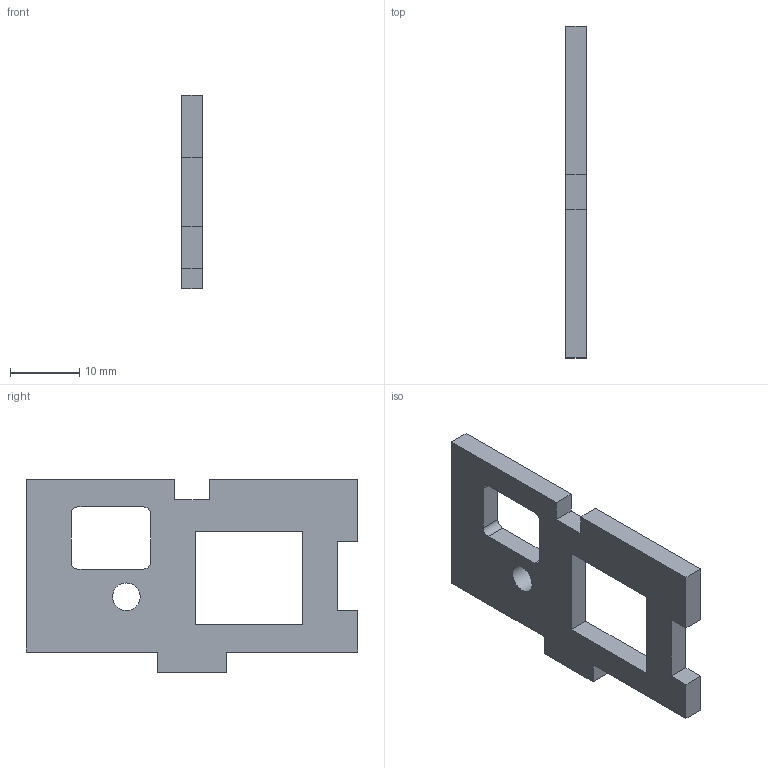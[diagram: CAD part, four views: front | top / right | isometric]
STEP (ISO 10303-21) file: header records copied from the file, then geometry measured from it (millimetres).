
FILE_DESCRIPTION(/* description */ (''),/* implementation_level */ '2;1');
FILE_NAME(/* name */ 'RJ45Plate.stp',/* time_stamp */ '2015-09-22T16:07:42-07:00',/* author */ ('Evil Brian'),/* organization */ (''),/* preprocessor_version */ 'ST-DEVELOPER v16.1',/* originating_system */ 'Autodesk Inventor 2016',/* authorisation */ '');
FILE_SCHEMA (('AUTOMOTIVE_DESIGN { 1 0 10303 214 3 1 1 }'));
Length unit declared in the file: millimetre
Products named in the file (1): RJ45Plate
Bounding box: 3 x 48 x 28 mm (x, y, z)
Volume: 2581.6 mm3; surface area: 2542.6 mm2
Topology: 1 solids, 1 shells, 31 faces, 87 edges, 58 vertices
Faces by surface type: plane 26, cylinder 5
Full cylindrical faces by diameter (mm): 4 x1
Entity records: 1022 total; most frequent: CARTESIAN_POINT 176, ORIENTED_EDGE 172, DIRECTION 160, EDGE_CURVE 86, LINE 76, VECTOR 76, VERTEX_POINT 58, AXIS2_PLACEMENT_3D 42
